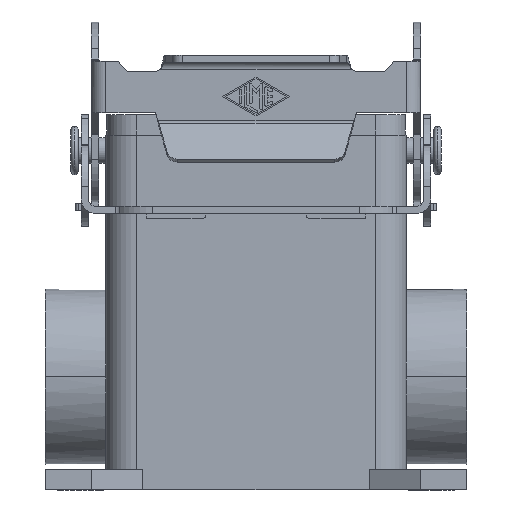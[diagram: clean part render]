
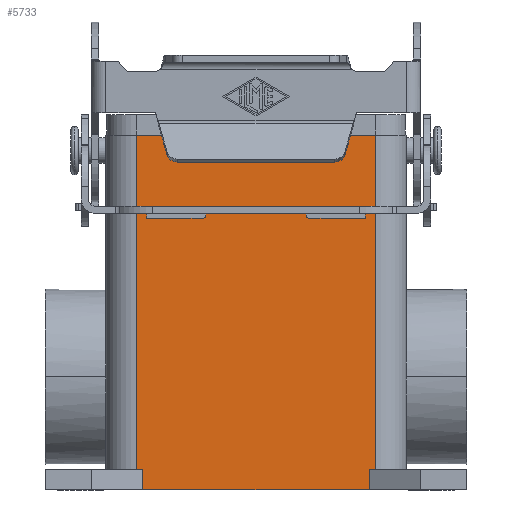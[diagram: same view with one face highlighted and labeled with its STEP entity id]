
A CAD part, front view. The second image highlights one B-rep face of the part: STEP entity #5733.
In plain terms, the highlighted planar face has unit normal (0, -1, 0).
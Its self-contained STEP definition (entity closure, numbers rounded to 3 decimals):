
#2346=CARTESIAN_POINT('',(-23.25,-22.25,-62.));
#2347=VERTEX_POINT('',#2346);
#2355=CARTESIAN_POINT('',(-23.25,-22.25,3.));
#2356=VERTEX_POINT('',#2355);
#2357=CARTESIAN_POINT('',(-23.25,-22.25,-62.));
#2358=DIRECTION('',(0.0,0.0,1.0));
#2359=VECTOR('',#2358,65.);
#2360=LINE('',#2357,#2359);
#2361=EDGE_CURVE('',#2347,#2356,#2360,.T.);
#2480=CARTESIAN_POINT('',(23.25,-22.25,3.));
#2481=VERTEX_POINT('',#2480);
#2489=CARTESIAN_POINT('',(23.25,-22.25,-62.));
#2490=VERTEX_POINT('',#2489);
#2491=CARTESIAN_POINT('',(23.25,-22.25,-62.));
#2492=DIRECTION('',(0.0,0.0,1.0));
#2493=VECTOR('',#2492,65.);
#2494=LINE('',#2491,#2493);
#2495=EDGE_CURVE('',#2490,#2481,#2494,.T.);
#5239=CARTESIAN_POINT('',(23.25,-22.25,3.));
#5240=DIRECTION('',(-1.0,0.0,0.0));
#5241=VECTOR('',#5240,46.5);
#5242=LINE('',#5239,#5241);
#5243=EDGE_CURVE('',#2481,#2356,#5242,.T.);
#5306=CARTESIAN_POINT('',(-22.0,-22.25,-62.));
#5307=VERTEX_POINT('',#5306);
#5314=CARTESIAN_POINT('',(-22.0,-22.25,-62.));
#5315=DIRECTION('',(-1.0,0.0,0.0));
#5316=VECTOR('',#5315,1.25);
#5317=LINE('',#5314,#5316);
#5318=EDGE_CURVE('',#5307,#2347,#5317,.T.);
#5362=CARTESIAN_POINT('',(22.0,-22.25,-62.));
#5363=VERTEX_POINT('',#5362);
#5364=CARTESIAN_POINT('',(23.25,-22.25,-62.));
#5365=DIRECTION('',(-1.0,0.0,0.0));
#5366=VECTOR('',#5365,1.25);
#5367=LINE('',#5364,#5366);
#5368=EDGE_CURVE('',#2490,#5363,#5367,.T.);
#5688=CARTESIAN_POINT('',(22.0,-22.25,-66.0));
#5689=VERTEX_POINT('',#5688);
#5690=CARTESIAN_POINT('',(22.0,-22.25,-66.0));
#5691=DIRECTION('',(0.0,0.0,1.0));
#5692=VECTOR('',#5691,4.);
#5693=LINE('',#5690,#5692);
#5694=EDGE_CURVE('',#5689,#5363,#5693,.T.);
#5706=CARTESIAN_POINT('',(22.0,-22.25,-66.0));
#5707=DIRECTION('',(0.0,-1.0,0.0));
#5708=DIRECTION('',(0.0,0.0,-1.0));
#5709=AXIS2_PLACEMENT_3D('',#5706,#5707,#5708);
#5710=PLANE('',#5709);
#5711=CARTESIAN_POINT('',(-22.0,-22.25,-66.0));
#5712=VERTEX_POINT('',#5711);
#5713=CARTESIAN_POINT('',(-22.0,-22.25,-66.0));
#5714=DIRECTION('',(0.0,0.0,1.0));
#5715=VECTOR('',#5714,4.);
#5716=LINE('',#5713,#5715);
#5717=EDGE_CURVE('',#5712,#5307,#5716,.T.);
#5718=ORIENTED_EDGE('',*,*,#5717,.F.);
#5719=CARTESIAN_POINT('',(22.0,-22.25,-66.0));
#5720=DIRECTION('',(-1.0,0.0,0.0));
#5721=VECTOR('',#5720,44.0);
#5722=LINE('',#5719,#5721);
#5723=EDGE_CURVE('',#5689,#5712,#5722,.T.);
#5724=ORIENTED_EDGE('',*,*,#5723,.F.);
#5725=ORIENTED_EDGE('',*,*,#5694,.T.);
#5726=ORIENTED_EDGE('',*,*,#5368,.F.);
#5727=ORIENTED_EDGE('',*,*,#2495,.T.);
#5728=ORIENTED_EDGE('',*,*,#5243,.T.);
#5729=ORIENTED_EDGE('',*,*,#2361,.F.);
#5730=ORIENTED_EDGE('',*,*,#5318,.F.);
#5731=EDGE_LOOP('',(#5718,#5724,#5725,#5726,#5727,#5728,#5729,#5730));
#5732=FACE_OUTER_BOUND('',#5731,.T.);
#5733=ADVANCED_FACE('',(#5732),#5710,.T.);
